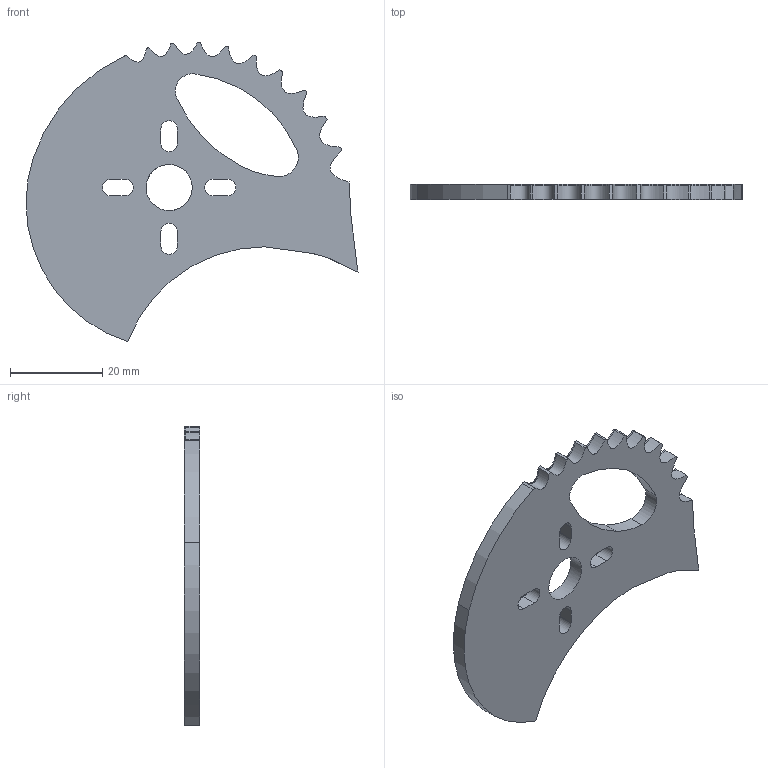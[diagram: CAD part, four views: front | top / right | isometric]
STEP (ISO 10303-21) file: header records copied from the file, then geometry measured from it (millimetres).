
FILE_DESCRIPTION(/* description */ ('STEP AP214'),/* implementation_level */ '2;1');
FILE_NAME(/* name */ 'WeaponV2.ipt.step',/* time_stamp */ '2024-02-27T11:31:40-06:00',/* author */ ('Kurtis'),/* organization */ (''),/* preprocessor_version */ 'ST-DEVELOPER v18',/* originating_system */ 'Autodesk Inventor 2020',/* authorisation */ '');
FILE_SCHEMA (('AUTOMOTIVE_DESIGN { 1 0 10303 214 3 1 1 }'));
Length unit declared in the file: millimetre
Products named in the file (1): WeaponV2
Bounding box: 71.95 x 3.3 x 64.84 mm (x, y, z)
Volume: 8063 mm3; surface area: 6295.2 mm2
Topology: 1 solids, 1 shells, 60 faces, 176 edges, 118 vertices
Faces by surface type: cylinder 27, bspline 22, plane 11
Full cylindrical faces by diameter (mm): 10.02 x1
Entity records: 2115 total; most frequent: CARTESIAN_POINT 533, ORIENTED_EDGE 352, DIRECTION 276, EDGE_CURVE 176, VERTEX_POINT 118, AXIS2_PLACEMENT_3D 95, LINE 86, VECTOR 86
